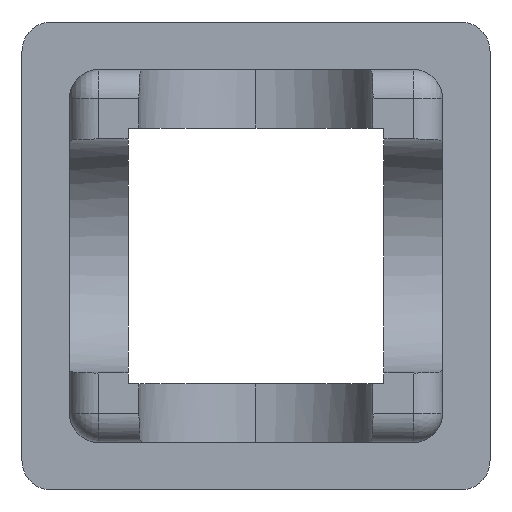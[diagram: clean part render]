
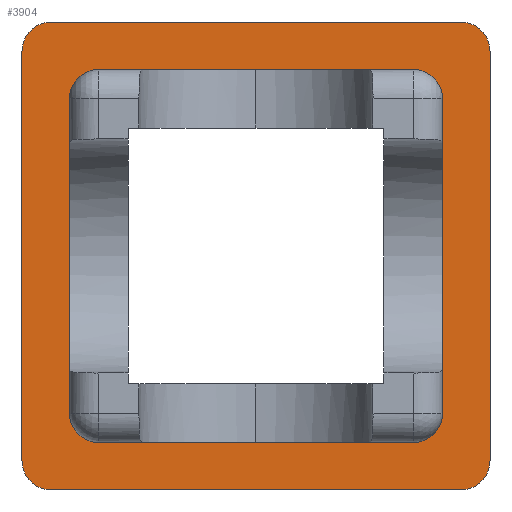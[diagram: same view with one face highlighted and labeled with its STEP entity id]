
A CAD part, left-side view. The second image highlights one B-rep face of the part: STEP entity #3904.
In plain terms, the highlighted planar face has unit normal (-1, 0, 0).
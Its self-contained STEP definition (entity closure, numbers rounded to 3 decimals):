
#31 = DIRECTION ( 'NONE',  ( 0., -1., 0. ) ) ;
#101 = ORIENTED_EDGE ( 'NONE', *, *, #4832, .F. ) ;
#106 = VERTEX_POINT ( 'NONE', #1134 ) ;
#124 = ORIENTED_EDGE ( 'NONE', *, *, #4763, .T. ) ;
#282 = CARTESIAN_POINT ( 'NONE',  ( 40.944, 52.097, 36.523 ) ) ;
#300 = AXIS2_PLACEMENT_3D ( 'NONE', #4596, #4568, #4426 ) ;
#313 = CARTESIAN_POINT ( 'NONE',  ( 40.944, 41.347, 48.273 ) ) ;
#319 = VERTEX_POINT ( 'NONE', #4718 ) ;
#327 = LINE ( 'NONE', #2609, #1329 ) ;
#354 = DIRECTION ( 'NONE',  ( 0., 0., -1. ) ) ;
#362 = DIRECTION ( 'NONE',  ( 1., 0., 0. ) ) ;
#407 = CARTESIAN_POINT ( 'NONE',  ( 40.944, 54.722, 50.898 ) ) ;
#419 = LINE ( 'NONE', #5006, #3942 ) ;
#426 = FACE_OUTER_BOUND ( 'NONE', #695, .T. ) ;
#462 = CARTESIAN_POINT ( 'NONE',  ( 40.944, 41.347, 37.523 ) ) ;
#506 = ORIENTED_EDGE ( 'NONE', *, *, #4780, .T. ) ;
#574 = VERTEX_POINT ( 'NONE', #4072 ) ;
#680 = DIRECTION ( 'NONE',  ( 1., 0., 0. ) ) ;
#692 = CARTESIAN_POINT ( 'NONE',  ( 40.944, 52.097, 49.273 ) ) ;
#695 = EDGE_LOOP ( 'NONE', ( #1008, #1385, #2556, #1438, #1884, #3751, #101, #1477 ) ) ;
#715 = LINE ( 'NONE', #5557, #5473 ) ;
#842 = CARTESIAN_POINT ( 'NONE',  ( 40.944, 53.097, 36.523 ) ) ;
#850 = CIRCLE ( 'NONE', #3866, 1. ) ;
#1008 = ORIENTED_EDGE ( 'NONE', *, *, #4933, .T. ) ;
#1063 = LINE ( 'NONE', #1919, #3510 ) ;
#1134 = CARTESIAN_POINT ( 'NONE',  ( 40.944, 40.347, 48.273 ) ) ;
#1329 = VECTOR ( 'NONE', #3075, 1000. ) ;
#1385 = ORIENTED_EDGE ( 'NONE', *, *, #4800, .T. ) ;
#1418 = DIRECTION ( 'NONE',  ( 0., 0., -1. ) ) ;
#1438 = ORIENTED_EDGE ( 'NONE', *, *, #4858, .T. ) ;
#1463 = VECTOR ( 'NONE', #4111, 1000. ) ;
#1472 = VERTEX_POINT ( 'NONE', #1930 ) ;
#1477 = ORIENTED_EDGE ( 'NONE', *, *, #4844, .T. ) ;
#1556 = FACE_BOUND ( 'NONE', #4381, .T. ) ;
#1678 = DIRECTION ( 'NONE',  ( -1., 0., 0. ) ) ;
#1698 = CARTESIAN_POINT ( 'NONE',  ( 40.944, 39.722, 49.898 ) ) ;
#1884 = ORIENTED_EDGE ( 'NONE', *, *, #4876, .F. ) ;
#1919 = CARTESIAN_POINT ( 'NONE',  ( 40.944, 40.347, 36.523 ) ) ;
#1930 = CARTESIAN_POINT ( 'NONE',  ( 40.944, 38.722, 49.898 ) ) ;
#1931 = VERTEX_POINT ( 'NONE', #282 ) ;
#1985 = CARTESIAN_POINT ( 'NONE',  ( 40.944, 40.347, 37.523 ) ) ;
#2125 = VERTEX_POINT ( 'NONE', #4051 ) ;
#2276 = LINE ( 'NONE', #3692, #4816 ) ;
#2362 = VECTOR ( 'NONE', #31, 1000. ) ;
#2485 = CIRCLE ( 'NONE', #3771, 1. ) ;
#2556 = ORIENTED_EDGE ( 'NONE', *, *, #4804, .T. ) ;
#2609 = CARTESIAN_POINT ( 'NONE',  ( 40.944, 53.097, 49.273 ) ) ;
#2638 = CIRCLE ( 'NONE', #3791, 1. ) ;
#2651 = DIRECTION ( 'NONE',  ( 1., 0., 0. ) ) ;
#2679 = CARTESIAN_POINT ( 'NONE',  ( 40.944, 52.097, 48.273 ) ) ;
#2697 = DIRECTION ( 'NONE',  ( 0., 0., -1. ) ) ;
#2746 = DIRECTION ( 'NONE',  ( -1., 0., 0. ) ) ;
#2789 = CARTESIAN_POINT ( 'NONE',  ( 40.944, 53.722, 35.898 ) ) ;
#2797 = CARTESIAN_POINT ( 'NONE',  ( 40.944, 38.722, 35.898 ) ) ;
#2802 = CIRCLE ( 'NONE', #3798, 1. ) ;
#2835 = CARTESIAN_POINT ( 'NONE',  ( 40.944, 39.722, 50.898 ) ) ;
#3066 = DIRECTION ( 'NONE',  ( 0., -1., 0. ) ) ;
#3073 = ORIENTED_EDGE ( 'NONE', *, *, #4732, .T. ) ;
#3075 = DIRECTION ( 'NONE',  ( 0., 1., 0. ) ) ;
#3111 = CARTESIAN_POINT ( 'NONE',  ( 40.944, 53.722, 50.898 ) ) ;
#3115 = DIRECTION ( 'NONE',  ( 0., 0., -1. ) ) ;
#3121 = VERTEX_POINT ( 'NONE', #4021 ) ;
#3510 = VECTOR ( 'NONE', #5357, 1000. ) ;
#3529 = DIRECTION ( 'NONE',  ( 0., 0., -1. ) ) ;
#3570 = ORIENTED_EDGE ( 'NONE', *, *, #4754, .F. ) ;
#3584 = CIRCLE ( 'NONE', #3885, 1. ) ;
#3620 = DIRECTION ( 'NONE',  ( 0., 0., -1. ) ) ;
#3642 = DIRECTION ( 'NONE',  ( -1., 0., 0. ) ) ;
#3663 = PLANE ( 'NONE',  #300 ) ;
#3666 = CARTESIAN_POINT ( 'NONE',  ( 40.944, 53.722, 49.898 ) ) ;
#3692 = CARTESIAN_POINT ( 'NONE',  ( 40.944, 53.097, 36.523 ) ) ;
#3693 = LINE ( 'NONE', #407, #2362 ) ;
#3729 = VERTEX_POINT ( 'NONE', #2835 ) ;
#3732 = VERTEX_POINT ( 'NONE', #2797 ) ;
#3751 = ORIENTED_EDGE ( 'NONE', *, *, #4829, .T. ) ;
#3752 = CIRCLE ( 'NONE', #3900, 1. ) ;
#3760 = DIRECTION ( 'NONE',  ( 0., 0., -1. ) ) ;
#3771 = AXIS2_PLACEMENT_3D ( 'NONE', #1698, #1678, #1418 ) ;
#3791 = AXIS2_PLACEMENT_3D ( 'NONE', #2789, #2746, #2697 ) ;
#3798 = AXIS2_PLACEMENT_3D ( 'NONE', #3666, #3642, #3620 ) ;
#3836 = VERTEX_POINT ( 'NONE', #3111 ) ;
#3848 = AXIS2_PLACEMENT_3D ( 'NONE', #5616, #5577, #5561 ) ;
#3866 = AXIS2_PLACEMENT_3D ( 'NONE', #462, #362, #3115 ) ;
#3876 = AXIS2_PLACEMENT_3D ( 'NONE', #2679, #2651, #4271 ) ;
#3884 = ORIENTED_EDGE ( 'NONE', *, *, #4850, .F. ) ;
#3885 = AXIS2_PLACEMENT_3D ( 'NONE', #4156, #4200, #3760 ) ;
#3900 = AXIS2_PLACEMENT_3D ( 'NONE', #313, #680, #354 ) ;
#3904 = ADVANCED_FACE ( 'NONE', ( #426, #1556 ), #3663, .F. ) ;
#3942 = VECTOR ( 'NONE', #5463, 1000. ) ;
#4001 = LINE ( 'NONE', #5321, #1463 ) ;
#4021 = CARTESIAN_POINT ( 'NONE',  ( 40.944, 53.722, 34.898 ) ) ;
#4051 = CARTESIAN_POINT ( 'NONE',  ( 40.944, 53.097, 37.523 ) ) ;
#4072 = CARTESIAN_POINT ( 'NONE',  ( 40.944, 54.722, 49.898 ) ) ;
#4111 = DIRECTION ( 'NONE',  ( 0., 0., 1. ) ) ;
#4156 = CARTESIAN_POINT ( 'NONE',  ( 40.944, 52.097, 37.523 ) ) ;
#4200 = DIRECTION ( 'NONE',  ( 1., 0., 0. ) ) ;
#4271 = DIRECTION ( 'NONE',  ( 0., 0., -1. ) ) ;
#4331 = CIRCLE ( 'NONE', #3848, 1. ) ;
#4381 = EDGE_LOOP ( 'NONE', ( #3884, #3073, #4443, #506, #4647, #5783, #3570, #124 ) ) ;
#4426 = DIRECTION ( 'NONE',  ( 0., 0., -1. ) ) ;
#4443 = ORIENTED_EDGE ( 'NONE', *, *, #5400, .F. ) ;
#4499 = LINE ( 'NONE', #842, #5585 ) ;
#4568 = DIRECTION ( 'NONE',  ( 1., 0., 0. ) ) ;
#4570 = VERTEX_POINT ( 'NONE', #1985 ) ;
#4596 = CARTESIAN_POINT ( 'NONE',  ( 40.944, 54.722, 34.898 ) ) ;
#4647 = ORIENTED_EDGE ( 'NONE', *, *, #4790, .F. ) ;
#4671 = VERTEX_POINT ( 'NONE', #5545 ) ;
#4718 = CARTESIAN_POINT ( 'NONE',  ( 40.944, 39.722, 34.898 ) ) ;
#4723 = VERTEX_POINT ( 'NONE', #5114 ) ;
#4732 = EDGE_CURVE ( 'NONE', #5034, #106, #3752, .T. ) ;
#4745 = EDGE_CURVE ( 'NONE', #1931, #2125, #3584, .T. ) ;
#4754 = EDGE_CURVE ( 'NONE', #4671, #2125, #2276, .T. ) ;
#4763 = EDGE_CURVE ( 'NONE', #4671, #4905, #5928, .T. ) ;
#4780 = EDGE_CURVE ( 'NONE', #4570, #4723, #850, .T. ) ;
#4790 = EDGE_CURVE ( 'NONE', #1931, #4723, #4499, .T. ) ;
#4800 = EDGE_CURVE ( 'NONE', #319, #3732, #4331, .T. ) ;
#4804 = EDGE_CURVE ( 'NONE', #3732, #1472, #715, .T. ) ;
#4816 = VECTOR ( 'NONE', #3529, 1000. ) ;
#4829 = EDGE_CURVE ( 'NONE', #3836, #574, #2802, .T. ) ;
#4832 = EDGE_CURVE ( 'NONE', #5329, #574, #4001, .T. ) ;
#4844 = EDGE_CURVE ( 'NONE', #5329, #3121, #2638, .T. ) ;
#4850 = EDGE_CURVE ( 'NONE', #5034, #4905, #327, .T. ) ;
#4858 = EDGE_CURVE ( 'NONE', #1472, #3729, #2485, .T. ) ;
#4876 = EDGE_CURVE ( 'NONE', #3836, #3729, #3693, .T. ) ;
#4905 = VERTEX_POINT ( 'NONE', #692 ) ;
#4933 = EDGE_CURVE ( 'NONE', #3121, #319, #419, .T. ) ;
#4948 = CARTESIAN_POINT ( 'NONE',  ( 40.944, 54.722, 35.898 ) ) ;
#5006 = CARTESIAN_POINT ( 'NONE',  ( 40.944, 54.722, 34.898 ) ) ;
#5034 = VERTEX_POINT ( 'NONE', #5674 ) ;
#5114 = CARTESIAN_POINT ( 'NONE',  ( 40.944, 41.347, 36.523 ) ) ;
#5321 = CARTESIAN_POINT ( 'NONE',  ( 40.944, 54.722, 34.898 ) ) ;
#5329 = VERTEX_POINT ( 'NONE', #4948 ) ;
#5357 = DIRECTION ( 'NONE',  ( 0., 0., 1. ) ) ;
#5400 = EDGE_CURVE ( 'NONE', #4570, #106, #1063, .T. ) ;
#5463 = DIRECTION ( 'NONE',  ( 0., -1., 0. ) ) ;
#5473 = VECTOR ( 'NONE', #5549, 1000. ) ;
#5545 = CARTESIAN_POINT ( 'NONE',  ( 40.944, 53.097, 48.273 ) ) ;
#5549 = DIRECTION ( 'NONE',  ( 0., 0., 1. ) ) ;
#5557 = CARTESIAN_POINT ( 'NONE',  ( 40.944, 38.722, 34.898 ) ) ;
#5561 = DIRECTION ( 'NONE',  ( 0., 0., -1. ) ) ;
#5577 = DIRECTION ( 'NONE',  ( -1., 0., 0. ) ) ;
#5585 = VECTOR ( 'NONE', #3066, 1000. ) ;
#5616 = CARTESIAN_POINT ( 'NONE',  ( 40.944, 39.722, 35.898 ) ) ;
#5674 = CARTESIAN_POINT ( 'NONE',  ( 40.944, 41.347, 49.273 ) ) ;
#5783 = ORIENTED_EDGE ( 'NONE', *, *, #4745, .T. ) ;
#5928 = CIRCLE ( 'NONE', #3876, 1. ) ;
